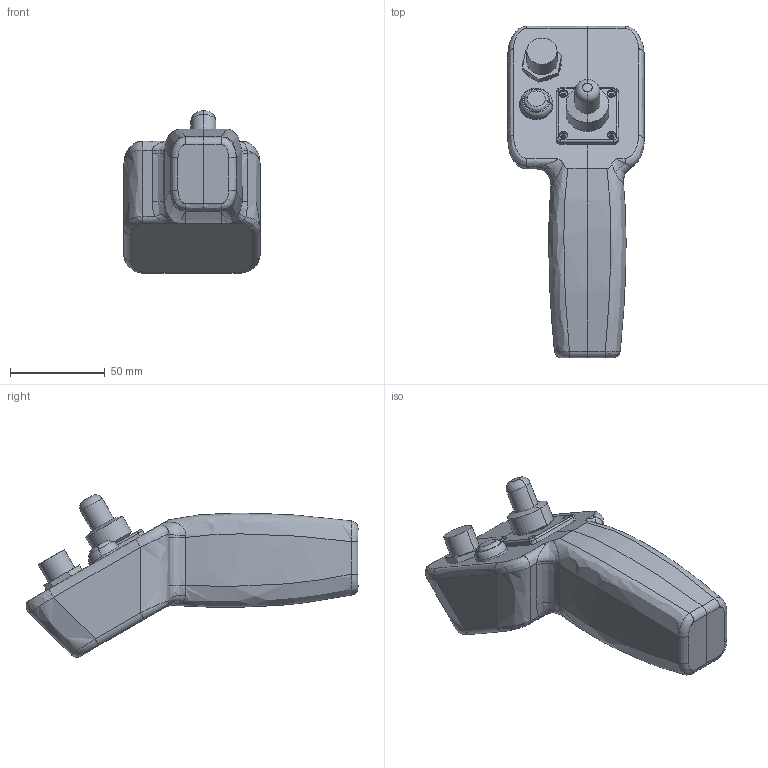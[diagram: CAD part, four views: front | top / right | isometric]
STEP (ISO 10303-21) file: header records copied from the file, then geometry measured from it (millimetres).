
FILE_DESCRIPTION (( 'STEP AP203' ), '1' );
FILE_NAME ('WPC04 - controller assy.STEP', '2018-08-19T16:27:42', ( '' ), ( '' ), 'SwSTEP 2.0', 'SolidWorks 2016', '' );
FILE_SCHEMA (( 'CONFIG_CONTROL_DESIGN' ));
Length unit declared in the file: millimetre
Products named in the file (9): teensyFP; ApemPushbutton; grayhill67A; chogori fp; WPC03 - back cover2; WPC02 - back cover1; WPC04 - controller assy; WPC01 - enclosure; 2.6LipoFP
Assembly tree (8 placements, depth 2):
  WPC04 - controller assy
    WPC01 - enclosure
    2.6LipoFP
    teensyFP
    ApemPushbutton
    grayhill67A
    chogori fp
    WPC03 - back cover2
    WPC02 - back cover1
Bounding box: 72 x 175.44 x 85.84 mm (x, y, z)
Volume: 187712.8 mm3; surface area: 87230.3 mm2
Topology: 9 solids, 9 shells, 348 faces, 870 edges, 554 vertices
Faces by surface type: plane 138, bspline 121, cylinder 79, torus 6, cone 4
Entity records: 24954 total; most frequent: CARTESIAN_POINT 16571, ORIENTED_EDGE 1740, DIRECTION 1221, EDGE_CURVE 870, VERTEX_POINT 554, AXIS2_PLACEMENT_3D 430, EDGE_LOOP 382, LINE 361
